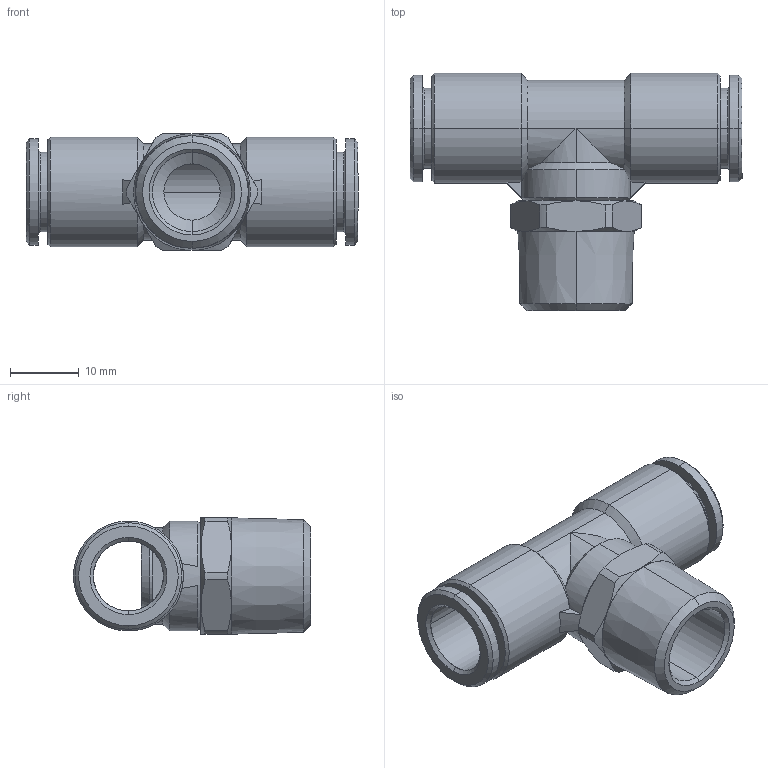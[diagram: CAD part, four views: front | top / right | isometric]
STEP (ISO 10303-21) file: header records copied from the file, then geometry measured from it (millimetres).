
FILE_DESCRIPTION (( 'STEP AP203' ), '1' );
FILE_NAME ('B0110053.STEP', '2011-03-30T15:21:36', ( '' ), ( 'sopra-pneumatic' ), 'SwSTEP 2.0', 'SolidWorks 2009', '' );
FILE_SCHEMA (( 'CONFIG_CONTROL_DESIGN' ));
Length unit declared in the file: millimetre
Products named in the file (1): B0110053
Bounding box: 48.3 x 34.5 x 17 mm (x, y, z)
Volume: 7394.8 mm3; surface area: 6332.3 mm2
Topology: 1 solids, 1 shells, 117 faces, 274 edges, 168 vertices
Faces by surface type: cone 45, cylinder 39, plane 33
Entity records: 3543 total; most frequent: CARTESIAN_POINT 770, DIRECTION 592, ORIENTED_EDGE 548, EDGE_CURVE 274, AXIS2_PLACEMENT_3D 242, VERTEX_POINT 168, EDGE_LOOP 130, CIRCLE 124
